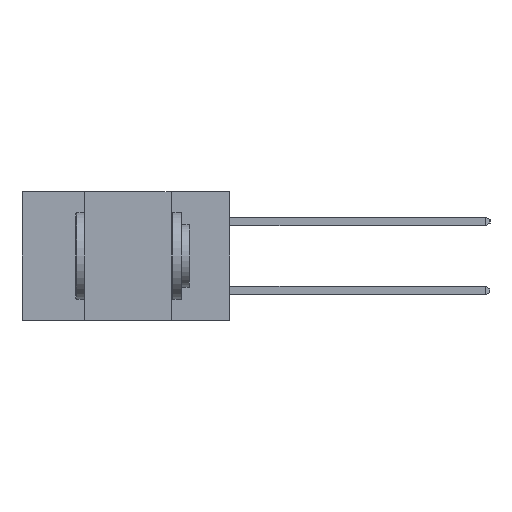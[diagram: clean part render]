
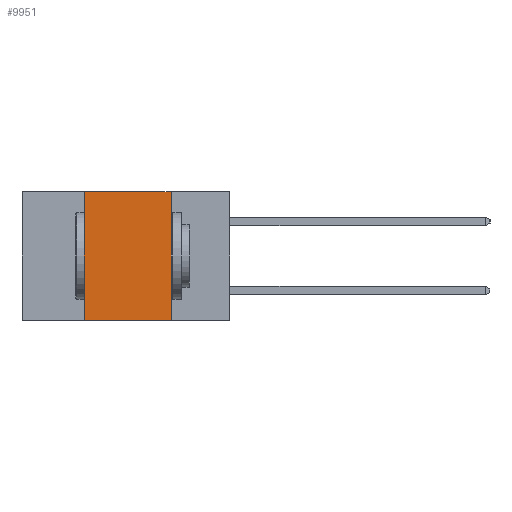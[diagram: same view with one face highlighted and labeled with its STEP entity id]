
A CAD part, left-side view. The second image highlights one B-rep face of the part: STEP entity #9951.
In plain terms, the highlighted planar face has unit normal (-1, 0, 0).
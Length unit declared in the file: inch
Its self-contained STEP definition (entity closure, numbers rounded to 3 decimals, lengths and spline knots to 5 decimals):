
#245 = CARTESIAN_POINT ( 'NONE',  ( 0., 0.42, 0. ) ) ;
#518 = EDGE_CURVE ( 'NONE', #15369, #10051, #20116, .T. ) ;
#3513 = CARTESIAN_POINT ( 'NONE',  ( 0., 0.17, 0. ) ) ;
#4208 = EDGE_LOOP ( 'NONE', ( #21673, #24792, #28240, #21273 ) ) ;
#4786 = LINE ( 'NONE', #21160, #28900 ) ;
#5316 = DIRECTION ( 'NONE',  ( 0., -1., 0. ) ) ;
#8100 = CARTESIAN_POINT ( 'NONE',  ( 0., 0.6, 0. ) ) ;
#8638 = AXIS2_PLACEMENT_3D ( 'NONE', #8100, #24996, #10521 ) ;
#8719 = VERTEX_POINT ( 'NONE', #3513 ) ;
#9580 = DIRECTION ( 'NONE',  ( 0., 0., 1. ) ) ;
#9951 = ADVANCED_FACE ( 'NONE', ( #13109 ), #15258, .F. ) ;
#10051 = VERTEX_POINT ( 'NONE', #29994 ) ;
#10261 = EDGE_CURVE ( 'NONE', #15369, #20620, #4786, .T. ) ;
#10521 = DIRECTION ( 'NONE',  ( 0., 0., -1. ) ) ;
#13032 = EDGE_CURVE ( 'NONE', #8719, #20620, #26924, .T. ) ;
#13109 = FACE_OUTER_BOUND ( 'NONE', #4208, .T. ) ;
#13418 = EDGE_CURVE ( 'NONE', #10051, #8719, #21972, .T. ) ;
#13678 = VECTOR ( 'NONE', #9580, 39.37008 ) ;
#15258 = PLANE ( 'NONE',  #8638 ) ;
#15369 = VERTEX_POINT ( 'NONE', #22430 ) ;
#15967 = DIRECTION ( 'NONE',  ( 0., 0., -1. ) ) ;
#20116 = LINE ( 'NONE', #245, #13678 ) ;
#20620 = VERTEX_POINT ( 'NONE', #28757 ) ;
#21160 = CARTESIAN_POINT ( 'NONE',  ( 0., 0.6, -0.37 ) ) ;
#21221 = VECTOR ( 'NONE', #5316, 39.37008 ) ;
#21273 = ORIENTED_EDGE ( 'NONE', *, *, #10261, .T. ) ;
#21673 = ORIENTED_EDGE ( 'NONE', *, *, #13032, .F. ) ;
#21972 = LINE ( 'NONE', #22159, #21221 ) ;
#22159 = CARTESIAN_POINT ( 'NONE',  ( 0., 0.6, 0. ) ) ;
#22430 = CARTESIAN_POINT ( 'NONE',  ( 0., 0.42, -0.37 ) ) ;
#24792 = ORIENTED_EDGE ( 'NONE', *, *, #13418, .F. ) ;
#24996 = DIRECTION ( 'NONE',  ( 1., 0., 0. ) ) ;
#26177 = VECTOR ( 'NONE', #15967, 39.37008 ) ;
#26924 = LINE ( 'NONE', #27997, #26177 ) ;
#27997 = CARTESIAN_POINT ( 'NONE',  ( 0., 0.17, 0. ) ) ;
#28240 = ORIENTED_EDGE ( 'NONE', *, *, #518, .F. ) ;
#28757 = CARTESIAN_POINT ( 'NONE',  ( 0., 0.17, -0.37 ) ) ;
#28900 = VECTOR ( 'NONE', #30832, 39.37008 ) ;
#29994 = CARTESIAN_POINT ( 'NONE',  ( 0., 0.42, 0. ) ) ;
#30832 = DIRECTION ( 'NONE',  ( 0., -1., 0. ) ) ;
